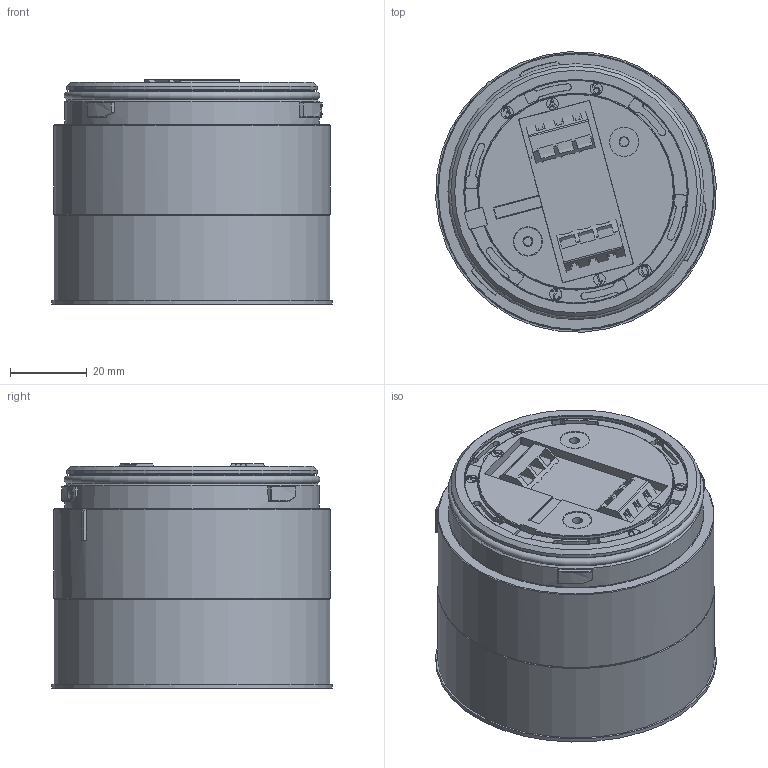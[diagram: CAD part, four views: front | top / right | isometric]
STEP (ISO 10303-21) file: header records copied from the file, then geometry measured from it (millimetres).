
FILE_DESCRIPTION(/* description */ (''),/* implementation_level */ '2;1');
FILE_NAME(/* name */ 'XMW.stp',/* time_stamp */ '2014-05-14T11:23:16+02:00',/* author */ (''),/* organization */ (''),/* preprocessor_version */ 'ST-DEVELOPER v11',/* originating_system */ 'SIEMENS PLM Software NX 7.5',/* authorisation */ '');
FILE_SCHEMA (('AUTOMOTIVE_DESIGN { 1 0 10303 214 1 1 1 1 }'));
Length unit declared in the file: millimetre
Products named in the file (1): m.neEF07jvpc
Bounding box: 72.89 x 72.89 x 58.38 mm (x, y, z)
Volume: 197991.4 mm3; surface area: 81438.4 mm2
Topology: 6 solids, 7 shells, 1899 faces, 4649 edges, 2645 vertices
Faces by surface type: plane 572, cylinder 406, bspline 363, sphere 203, torus 173, cone 165, extrusion 17
Full cylindrical faces by diameter (mm): 1.2 x16, 3.1 x2, 3.2 x4, 6.5 x2, 7.6 x2, 15 x2, 18 x1, 62.5 x1, 62.7 x1, 65.1 x2, 72 x2, 73 x1
Entity records: 64034 total; most frequent: CARTESIAN_POINT 21645, ORIENTED_EDGE 8694, DIRECTION 8339, EDGE_CURVE 4347, AXIS2_PLACEMENT_3D 3344, VERTEX_POINT 2606, EDGE_LOOP 2058, ADVANCED_FACE 1899
